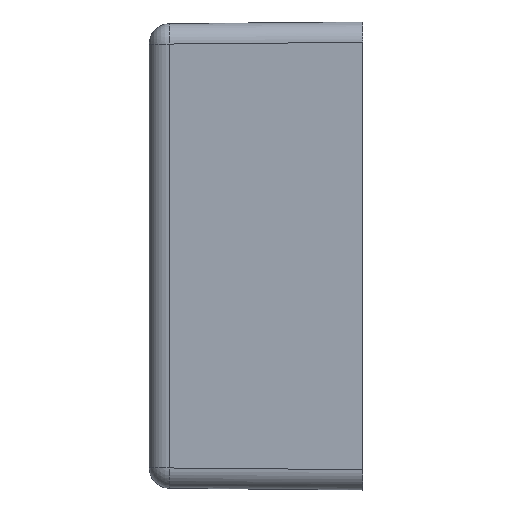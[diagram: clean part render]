
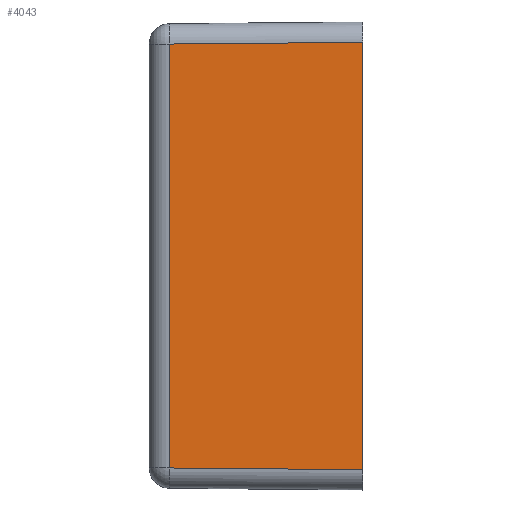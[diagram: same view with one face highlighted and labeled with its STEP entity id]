
A CAD part, left-side view. The second image highlights one B-rep face of the part: STEP entity #4043.
In plain terms, the highlighted planar face has unit normal (-1, 0.009, 0).
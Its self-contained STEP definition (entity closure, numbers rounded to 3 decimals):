
#443 = VECTOR ( 'NONE', #1511, 1000. ) ;
#447 = EDGE_CURVE ( 'NONE', #8284, #11139, #13129, .T. ) ;
#1511 = DIRECTION ( 'NONE',  ( 0., 0., 1. ) ) ;
#1587 = ORIENTED_EDGE ( 'NONE', *, *, #447, .T. ) ;
#2439 = LINE ( 'NONE', #7990, #3442 ) ;
#2616 = DIRECTION ( 'NONE',  ( 0.009, 1., -0.009 ) ) ;
#2997 = PLANE ( 'NONE',  #4163 ) ;
#3442 = VECTOR ( 'NONE', #2616, 1000. ) ;
#4043 = ADVANCED_FACE ( 'NONE', ( #8010 ), #2997, .T. ) ;
#4163 = AXIS2_PLACEMENT_3D ( 'NONE', #9598, #11804, #5324 ) ;
#4860 = CARTESIAN_POINT ( 'NONE',  ( 0., 0., -44. ) ) ;
#5324 = DIRECTION ( 'NONE',  ( -0.009, -1., 0. ) ) ;
#5990 = LINE ( 'NONE', #8046, #12462 ) ;
#6283 = ORIENTED_EDGE ( 'NONE', *, *, #6289, .T. ) ;
#6289 = EDGE_CURVE ( 'NONE', #9495, #8284, #5990, .T. ) ;
#6937 = EDGE_CURVE ( 'NONE', #11139, #12149, #13363, .T. ) ;
#7822 = DIRECTION ( 'NONE',  ( -0.009, -1., -0.009 ) ) ;
#7990 = CARTESIAN_POINT ( 'NONE',  ( 0.003, 0.384, -2.003 ) ) ;
#8010 = FACE_OUTER_BOUND ( 'NONE', #13927, .T. ) ;
#8046 = CARTESIAN_POINT ( 'NONE',  ( 0.166, 19.017, -46. ) ) ;
#8284 = VERTEX_POINT ( 'NONE', #9790 ) ;
#8915 = CARTESIAN_POINT ( 'NONE',  ( 0., -0.017, -44. ) ) ;
#9458 = ORIENTED_EDGE ( 'NONE', *, *, #10643, .T. ) ;
#9495 = VERTEX_POINT ( 'NONE', #13522 ) ;
#9598 = CARTESIAN_POINT ( 'NONE',  ( 0., 0., -46. ) ) ;
#9790 = CARTESIAN_POINT ( 'NONE',  ( 0.166, 19.017, -43.834 ) ) ;
#10053 = VECTOR ( 'NONE', #7822, 1000. ) ;
#10068 = CARTESIAN_POINT ( 'NONE',  ( 0., 0., -46. ) ) ;
#10643 = EDGE_CURVE ( 'NONE', #12149, #9495, #2439, .T. ) ;
#10981 = CARTESIAN_POINT ( 'NONE',  ( 0., 0., -2. ) ) ;
#11139 = VERTEX_POINT ( 'NONE', #4860 ) ;
#11232 = ORIENTED_EDGE ( 'NONE', *, *, #6937, .T. ) ;
#11804 = DIRECTION ( 'NONE',  ( -1., 0.009, 0. ) ) ;
#12149 = VERTEX_POINT ( 'NONE', #10981 ) ;
#12462 = VECTOR ( 'NONE', #13362, 1000. ) ;
#13129 = LINE ( 'NONE', #8915, #10053 ) ;
#13362 = DIRECTION ( 'NONE',  ( 0., 0., -1. ) ) ;
#13363 = LINE ( 'NONE', #10068, #443 ) ;
#13522 = CARTESIAN_POINT ( 'NONE',  ( 0.166, 19.017, -2.166 ) ) ;
#13927 = EDGE_LOOP ( 'NONE', ( #6283, #1587, #11232, #9458 ) ) ;
